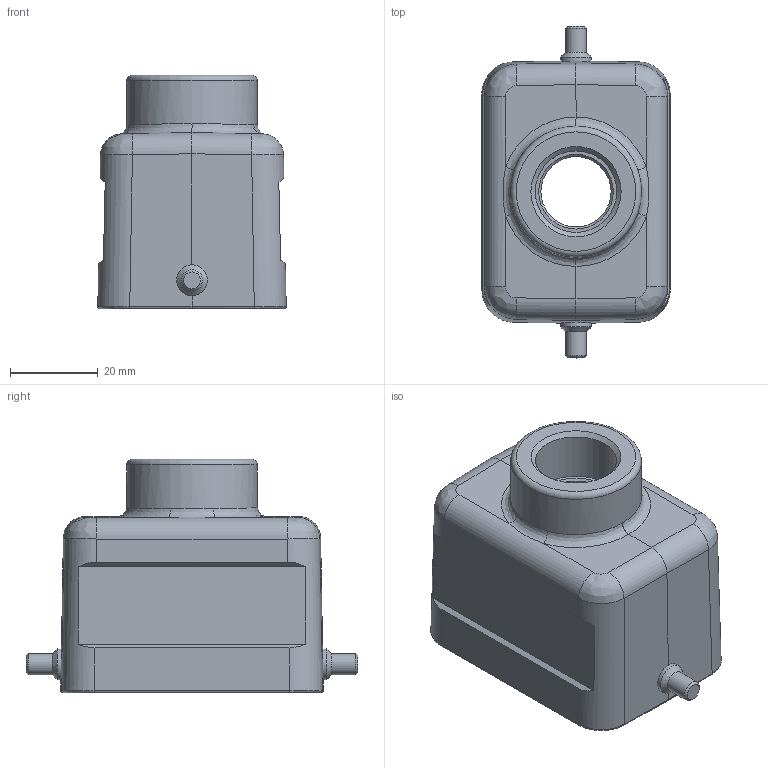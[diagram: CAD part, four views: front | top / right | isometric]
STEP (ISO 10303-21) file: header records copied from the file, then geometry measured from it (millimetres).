
FILE_DESCRIPTION(/* description */ (''),/* implementation_level */ '2;1');
FILE_NAME(/* name */ 'H6B-TE-2B-XXX.stp',/* time_stamp */ '2022-09-04T09:13:15+08:00',/* author */ (''),/* organization */ (''),/* preprocessor_version */ 'ST-DEVELOPER v16',/* originating_system */ 'SIEMENS PLM Software NX 10.0',/* authorisation */ '');
FILE_SCHEMA (('AUTOMOTIVE_DESIGN { 1 0 10303 214 3 1 1 1 }'));
Length unit declared in the file: millimetre
Products named in the file (1): Admi14A87516cpgv
Bounding box: 42.88 x 75.57 x 53.17 mm (x, y, z)
Volume: 35327 mm3; surface area: 20422.7 mm2
Topology: 1 solids, 1 shells, 432 faces, 1103 edges, 696 vertices
Faces by surface type: plane 156, extrusion 144, cylinder 75, bspline 46, cone 6, sphere 4, torus 1
Full cylindrical faces by diameter (mm): 2.8 x1, 3 x2, 3.3 x4, 4.8 x2, 6 x1, 7 x2, 16 x1, 18.55 x1, 21.299 x1, 29.799 x1
Entity records: 14583 total; most frequent: CARTESIAN_POINT 5072, ORIENTED_EDGE 2124, DIRECTION 1527, EDGE_CURVE 1062, VERTEX_POINT 690, VECTOR 601, B_SPLINE_CURVE_WITH_KNOTS 529, EDGE_LOOP 492
